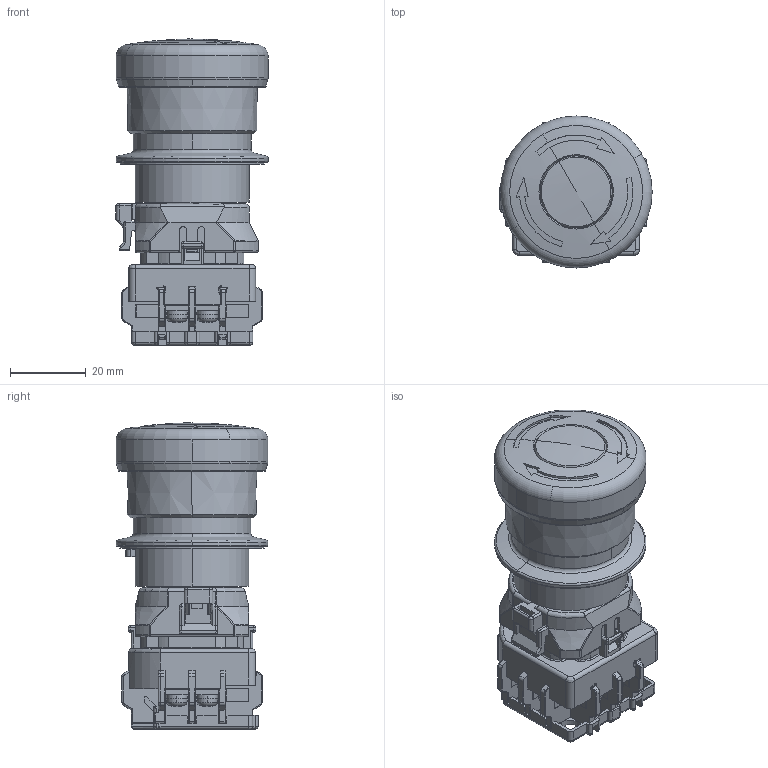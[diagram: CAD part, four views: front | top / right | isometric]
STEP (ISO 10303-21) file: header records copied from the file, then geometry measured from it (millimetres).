
FILE_DESCRIPTION((''),'2;1');
FILE_NAME('178422_SM01_ASM','2022-07-12T13:16:11',('PDMAdmin'),('BANNER ENGINEERING'),'CREO PARAMETRIC BY PTC INC, 2019292','CREO PARAMETRIC BY PTC INC, 2019292','');
FILE_SCHEMA(('CONFIG_CONTROL_DESIGN'));
Length unit declared in the file: millimetre
Products named in the file (2): 178422_EP01; 178422_SM01_ASM
Assembly tree (1 placements, depth 2):
  178422_SM01_ASM
    178422_EP01
Bounding box: 40.1 x 40 x 80.7 mm (x, y, z)
Volume: 70775.6 mm3; surface area: 17514.7 mm2
Topology: 1 solids, 1 shells, 1295 faces, 3486 edges, 2103 vertices
Faces by surface type: plane 593, cylinder 428, torus 114, sphere 64, bspline 43, cone 28, extrusion 25
Entity records: 46731 total; most frequent: CARTESIAN_POINT 14917, ORIENTED_EDGE 6838, DIRECTION 6427, EDGE_CURVE 3419, VECTOR 2185, LINE 2160, AXIS2_PLACEMENT_3D 2121, VERTEX_POINT 2097
